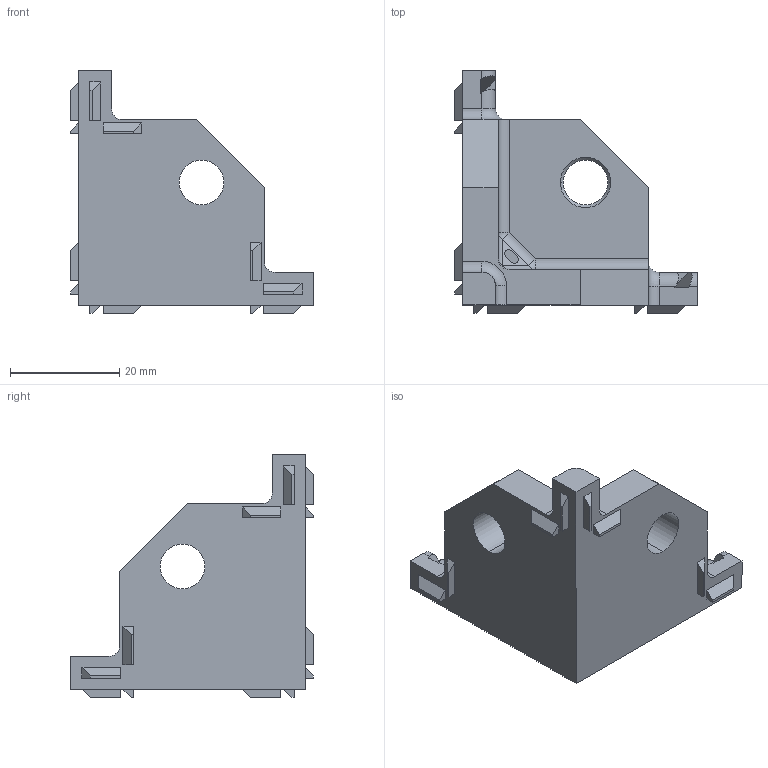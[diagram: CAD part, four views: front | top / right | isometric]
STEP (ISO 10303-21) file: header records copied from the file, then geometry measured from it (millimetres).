
FILE_DESCRIPTION (( 'STEP AP203' ), '1' );
FILE_NAME ('084.310.013.STEP', '2013-01-25T13:41:34', ( 'Alusic' ), ( 'Alusic' ), 'SwSTEP 2.0', 'SolidWorks 2011', '' );
FILE_SCHEMA (( 'CONFIG_CONTROL_DESIGN' ));
Length unit declared in the file: millimetre
Products named in the file (1): 084.310.013
Bounding box: 44.5 x 44.5 x 44.5 mm (x, y, z)
Surface area: 7286.7 mm2 (no closed solid volume)
Topology: 0 solids, 2 shells, 128 faces, 340 edges, 221 vertices
Faces by surface type: plane 92, cylinder 24, cone 6, torus 3, sphere 3
Entity records: 3997 total; most frequent: CARTESIAN_POINT 708, ORIENTED_EDGE 652, DIRECTION 647, EDGE_CURVE 340, VECTOR 279, LINE 279, VERTEX_POINT 221, AXIS2_PLACEMENT_3D 184
